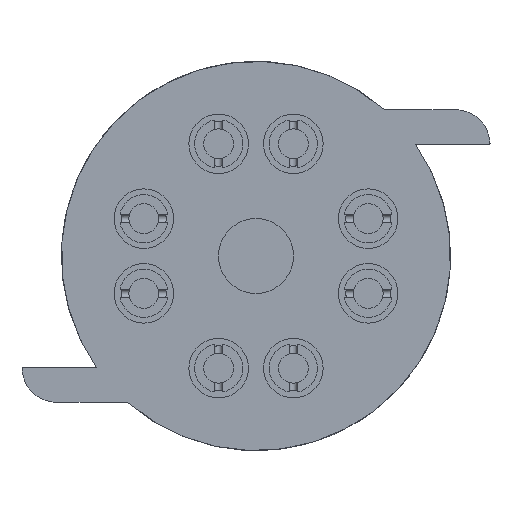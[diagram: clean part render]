
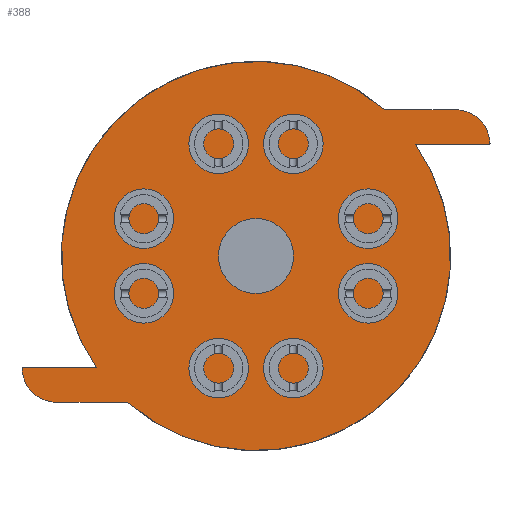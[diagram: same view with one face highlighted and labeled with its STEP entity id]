
A CAD part, front view. The second image highlights one B-rep face of the part: STEP entity #388.
In plain terms, the highlighted planar face has unit normal (0, -1, 0).
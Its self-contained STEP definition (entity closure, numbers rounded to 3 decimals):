
#1=CARTESIAN_POINT('',(0.,0.,0.));
#2=DIRECTION('',(0.,-1.,0.));
#3=DIRECTION('',(0.,0.,-1.));
#4=AXIS2_PLACEMENT_3D('',#1,#2,#3);
#6=CARTESIAN_POINT('',(0.,0.,0.));
#7=DIRECTION('',(0.,-1.,0.));
#8=DIRECTION('',(0.,0.,1.));
#9=AXIS2_PLACEMENT_3D('',#6,#7,#8);
#11=CARTESIAN_POINT('',(-24.849,0.,-12.));
#12=DIRECTION('',(0.,-1.,0.));
#13=DIRECTION('',(0.,0.,1.));
#14=AXIS2_PLACEMENT_3D('',#11,#12,#13);
#16=DIRECTION('',(-1.,0.,0.));
#17=VECTOR('',#16,7.85);
#18=CARTESIAN_POINT('',(-16.999,0.,-11.9));
#19=LINE('',#18,#17);
#20=DIRECTION('',(-1.,0.,0.));
#21=VECTOR('',#20,7.568);
#22=CARTESIAN_POINT('',(21.25,0.,15.6));
#23=LINE('',#22,#21);
#24=CARTESIAN_POINT('',(21.25,0.,11.9));
#25=DIRECTION('',(0.,-1.,0.));
#26=DIRECTION('',(1.,0.,0.028));
#27=AXIS2_PLACEMENT_3D('',#24,#25,#26);
#29=CARTESIAN_POINT('',(24.849,0.,12.));
#30=DIRECTION('',(0.,-1.,0.));
#31=DIRECTION('',(0.,0.,-1.));
#32=AXIS2_PLACEMENT_3D('',#29,#30,#31);
#34=DIRECTION('',(1.,0.,0.));
#35=VECTOR('',#34,7.85);
#36=CARTESIAN_POINT('',(16.999,0.,11.9));
#37=LINE('',#36,#35);
#38=DIRECTION('',(1.,0.,0.));
#39=VECTOR('',#38,7.568);
#40=CARTESIAN_POINT('',(-21.25,0.,-15.6));
#41=LINE('',#40,#39);
#42=CARTESIAN_POINT('',(-21.25,0.,-11.9));
#43=DIRECTION('',(0.,-1.,0.));
#44=DIRECTION('',(-1.,0.,-0.028));
#45=AXIS2_PLACEMENT_3D('',#42,#43,#44);
#215=CARTESIAN_POINT('',(0.,0.,0.));
#216=DIRECTION('',(0.,-1.,0.));
#217=DIRECTION('',(-0.659,0.,-0.752));
#218=AXIS2_PLACEMENT_3D('',#215,#216,#217);
#242=CARTESIAN_POINT('',(0.,0.,0.));
#243=DIRECTION('',(0.,-1.,0.));
#244=DIRECTION('',(0.659,0.,0.752));
#245=AXIS2_PLACEMENT_3D('',#242,#243,#244);
#283=CARTESIAN_POINT('',(0.,0.,-4.));
#284=CARTESIAN_POINT('',(0.,0.,4.));
#285=VERTEX_POINT('',#283);
#286=VERTEX_POINT('',#284);
#331=CARTESIAN_POINT('',(-13.682,0.,-15.6));
#332=CARTESIAN_POINT('',(16.999,0.,11.9));
#333=VERTEX_POINT('',#331);
#334=VERTEX_POINT('',#332);
#335=CARTESIAN_POINT('',(13.682,0.,15.6));
#336=CARTESIAN_POINT('',(-16.999,0.,-11.9));
#337=VERTEX_POINT('',#335);
#338=VERTEX_POINT('',#336);
#343=CARTESIAN_POINT('',(-21.25,0.,-15.6));
#344=VERTEX_POINT('',#343);
#345=CARTESIAN_POINT('',(21.25,0.,15.6));
#346=VERTEX_POINT('',#345);
#347=CARTESIAN_POINT('',(-24.849,0.,-11.9));
#348=CARTESIAN_POINT('',(-24.949,0.,-12.003));
#349=VERTEX_POINT('',#347);
#350=VERTEX_POINT('',#348);
#351=CARTESIAN_POINT('',(24.849,0.,11.9));
#352=CARTESIAN_POINT('',(24.949,0.,12.003));
#353=VERTEX_POINT('',#351);
#354=VERTEX_POINT('',#352);
#355=CARTESIAN_POINT('',(0.,0.,0.));
#356=DIRECTION('',(0.,1.,0.));
#357=DIRECTION('',(1.,0.,0.));
#358=AXIS2_PLACEMENT_3D('',#355,#356,#357);
#359=PLANE('',#358);
#361=ORIENTED_EDGE('',*,*,#360,.F.);
#363=ORIENTED_EDGE('',*,*,#362,.F.);
#365=ORIENTED_EDGE('',*,*,#364,.F.);
#367=ORIENTED_EDGE('',*,*,#366,.F.);
#369=ORIENTED_EDGE('',*,*,#368,.F.);
#371=ORIENTED_EDGE('',*,*,#370,.F.);
#373=ORIENTED_EDGE('',*,*,#372,.F.);
#375=ORIENTED_EDGE('',*,*,#374,.F.);
#377=ORIENTED_EDGE('',*,*,#376,.F.);
#379=ORIENTED_EDGE('',*,*,#378,.F.);
#380=EDGE_LOOP('',(#361,#363,#365,#367,#369,#371,#373,#375,#377,#379));
#381=FACE_OUTER_BOUND('',#380,.F.);
#383=ORIENTED_EDGE('',*,*,#382,.T.);
#385=ORIENTED_EDGE('',*,*,#384,.T.);
#386=EDGE_LOOP('',(#383,#385));
#387=FACE_BOUND('',#386,.F.);
#388=ADVANCED_FACE('',(#381,#387),#359,.F.);
#5=CIRCLE('',#4,4.);
#10=CIRCLE('',#9,4.);
#15=CIRCLE('',#14,0.1);
#28=CIRCLE('',#27,3.7);
#33=CIRCLE('',#32,0.1);
#46=CIRCLE('',#45,3.7);
#219=CIRCLE('',#218,20.75);
#246=CIRCLE('',#245,20.75);
#360=EDGE_CURVE('',#349,#350,#15,.T.);
#362=EDGE_CURVE('',#338,#349,#19,.T.);
#364=EDGE_CURVE('',#337,#338,#246,.T.);
#366=EDGE_CURVE('',#346,#337,#23,.T.);
#368=EDGE_CURVE('',#354,#346,#28,.T.);
#370=EDGE_CURVE('',#353,#354,#33,.T.);
#372=EDGE_CURVE('',#334,#353,#37,.T.);
#374=EDGE_CURVE('',#333,#334,#219,.T.);
#376=EDGE_CURVE('',#344,#333,#41,.T.);
#378=EDGE_CURVE('',#350,#344,#46,.T.);
#382=EDGE_CURVE('',#285,#286,#5,.T.);
#384=EDGE_CURVE('',#286,#285,#10,.T.);
